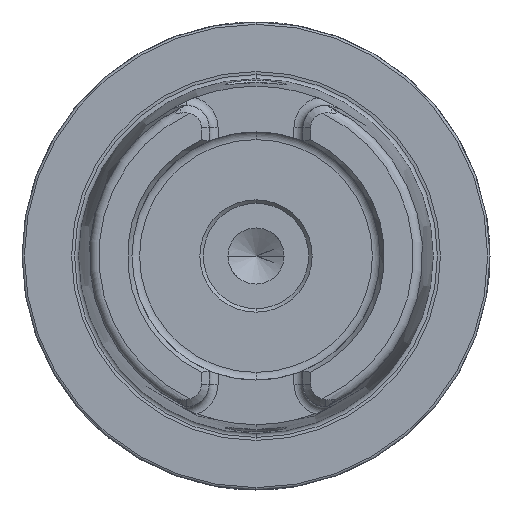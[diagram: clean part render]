
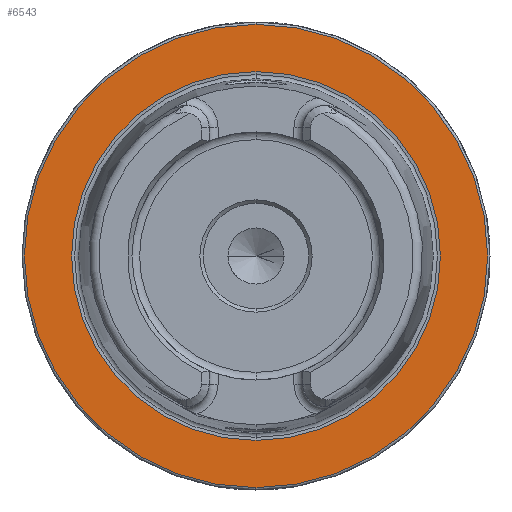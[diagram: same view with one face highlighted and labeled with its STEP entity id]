
A CAD part, left-side view. The second image highlights one B-rep face of the part: STEP entity #6543.
In plain terms, the highlighted planar face has unit normal (-1, 0, 0).
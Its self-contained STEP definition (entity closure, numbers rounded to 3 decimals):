
#499 = CARTESIAN_POINT ( 'NONE',  ( 0., 0., 0. ) ) ;
#500 = DIRECTION ( 'NONE',  ( -1., 0., 0. ) ) ;
#501 = DIRECTION ( 'NONE',  ( 0., 0., 1. ) ) ;
#502 = CARTESIAN_POINT ( 'NONE',  ( 0., 0., 0. ) ) ;
#503 = DIRECTION ( 'NONE',  ( -1., 0., 0. ) ) ;
#504 = DIRECTION ( 'NONE',  ( 0., 0., 1. ) ) ;
#1546 = EDGE_LOOP ( 'NONE', ( #1693, #1692 ) ) ;
#1692 = ORIENTED_EDGE ( 'NONE', *, *, #4072, .T. ) ;
#1693 = ORIENTED_EDGE ( 'NONE', *, *, #3912, .T. ) ;
#1694 = ORIENTED_EDGE ( 'NONE', *, *, #3916, .F. ) ;
#1695 = ORIENTED_EDGE ( 'NONE', *, *, #4071, .F. ) ;
#2461 = AXIS2_PLACEMENT_3D ( 'NONE', #10301, #10302, #10303 ) ;
#2464 = AXIS2_PLACEMENT_3D ( 'NONE', #10321, #10323, #10325 ) ;
#2524 = AXIS2_PLACEMENT_3D ( 'NONE', #499, #500, #501 ) ;
#2525 = AXIS2_PLACEMENT_3D ( 'NONE', #502, #503, #504 ) ;
#3011 = CARTESIAN_POINT ( 'NONE',  ( 0., 49.5, 0. ) ) ;
#3012 = PLANE ( 'NONE',  #4520 ) ;
#3017 = DIRECTION ( 'NONE',  ( 1., 0., 0. ) ) ;
#3018 = DIRECTION ( 'NONE',  ( 0., 0., -1. ) ) ;
#3303 = CIRCLE ( 'NONE', #2461, 49.5 ) ;
#3308 = CIRCLE ( 'NONE', #2464, 39.405 ) ;
#3912 = EDGE_CURVE ( 'NONE', #7095, #7094, #3303, .T. ) ;
#3916 = EDGE_CURVE ( 'NONE', #7090, #7089, #3308, .T. ) ;
#4071 = EDGE_CURVE ( 'NONE', #7089, #7090, #7286, .T. ) ;
#4072 = EDGE_CURVE ( 'NONE', #7094, #7095, #7287, .T. ) ;
#4520 = AXIS2_PLACEMENT_3D ( 'NONE', #3011, #3017, #3018 ) ;
#4791 = FACE_BOUND ( 'NONE', #13187, .T. ) ;
#4801 = FACE_OUTER_BOUND ( 'NONE', #1546, .T. ) ;
#6543 = ADVANCED_FACE ( 'NONE', ( #4791, #4801 ), #3012, .F. ) ;
#7089 = VERTEX_POINT ( 'NONE', #9913 ) ;
#7090 = VERTEX_POINT ( 'NONE', #9914 ) ;
#7094 = VERTEX_POINT ( 'NONE', #9918 ) ;
#7095 = VERTEX_POINT ( 'NONE', #9919 ) ;
#7286 = CIRCLE ( 'NONE', #2524, 39.405 ) ;
#7287 = CIRCLE ( 'NONE', #2525, 49.5 ) ;
#9913 = CARTESIAN_POINT ( 'NONE',  ( 0., 0., 39.405 ) ) ;
#9914 = CARTESIAN_POINT ( 'NONE',  ( 0., 0., -39.405 ) ) ;
#9918 = CARTESIAN_POINT ( 'NONE',  ( 0., 0., -49.5 ) ) ;
#9919 = CARTESIAN_POINT ( 'NONE',  ( 0., 0., 49.5 ) ) ;
#10301 = CARTESIAN_POINT ( 'NONE',  ( 0., 0., 0. ) ) ;
#10302 = DIRECTION ( 'NONE',  ( -1., 0., 0. ) ) ;
#10303 = DIRECTION ( 'NONE',  ( 0., 0., 1. ) ) ;
#10321 = CARTESIAN_POINT ( 'NONE',  ( 0., 0., 0. ) ) ;
#10323 = DIRECTION ( 'NONE',  ( -1., 0., 0. ) ) ;
#10325 = DIRECTION ( 'NONE',  ( 0., 0., 1. ) ) ;
#13187 = EDGE_LOOP ( 'NONE', ( #1695, #1694 ) ) ;
